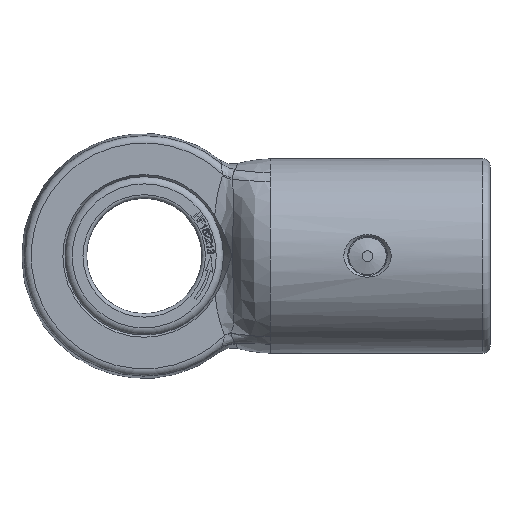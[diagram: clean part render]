
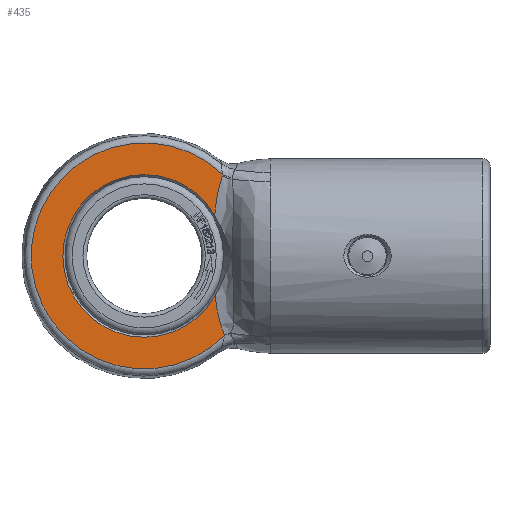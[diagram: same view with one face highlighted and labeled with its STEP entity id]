
A CAD part, top view. The second image highlights one B-rep face of the part: STEP entity #435.
In plain terms, the highlighted planar face has unit normal (0, 0, 1).
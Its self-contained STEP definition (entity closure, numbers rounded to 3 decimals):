
#435 = ADVANCED_FACE( '', ( #897 ), #898, .T. );
#897 = FACE_OUTER_BOUND( '', #4424, .T. );
#898 = PLANE( '', #4425 );
#4424 = EDGE_LOOP( '', ( #6787, #6788, #6789, #6790, #6791 ) );
#4425 = AXIS2_PLACEMENT_3D( '', #6792, #6793, #6794 );
#6787 = ORIENTED_EDGE( '', *, *, #7341, .T. );
#6788 = ORIENTED_EDGE( '', *, *, #7407, .T. );
#6789 = ORIENTED_EDGE( '', *, *, #7339, .T. );
#6790 = ORIENTED_EDGE( '', *, *, #7336, .T. );
#6791 = ORIENTED_EDGE( '', *, *, #7602, .T. );
#6792 = CARTESIAN_POINT( '', ( 15.69, 0., 6.5 ) );
#6793 = DIRECTION( '', ( 0., 0., 1. ) );
#6794 = DIRECTION( '', ( 1., 0., 0. ) );
#7336 = EDGE_CURVE( '', #7896, #7901, #7903, .T. );
#7339 = EDGE_CURVE( '', #7906, #7896, #7907, .T. );
#7341 = EDGE_CURVE( '', #7731, #7908, #7910, .T. );
#7407 = EDGE_CURVE( '', #7908, #7906, #8014, .T. );
#7602 = EDGE_CURVE( '', #7901, #7731, #8293, .T. );
#7731 = VERTEX_POINT( '', #8764 );
#7896 = VERTEX_POINT( '', #9738 );
#7901 = VERTEX_POINT( '', #9756 );
#7903 = B_SPLINE_CURVE_WITH_KNOTS( '', 3, ( #9761, #9762, #9763, #9764 ), .UNSPECIFIED., .F., .F., ( 4, 4 ), ( 0., 0. ), .UNSPECIFIED. );
#7906 = VERTEX_POINT( '', #9867 );
#7907 = B_SPLINE_CURVE_WITH_KNOTS( '', 3, ( #9868, #9869, #9870, #9871, #9872, #9873, #9874, #9875, #9876, #9877, #9878, #9879, #9880, #9881, #9882, #9883, #9884 ), .UNSPECIFIED., .F., .F., ( 4, 1, 1, 1, 2, 2, 2, 2, 2, 4 ), ( 0.017, 0.018, 0.018, 0.019, 0.02, 0.02, 0.021, 0.022, 0.022, 0.023 ), .UNSPECIFIED. );
#7908 = VERTEX_POINT( '', #9885 );
#7910 = B_SPLINE_CURVE_WITH_KNOTS( '', 3, ( #9979, #9980, #9981, #9982, #9983, #9984, #9985, #9986, #9987, #9988, #9989, #9990, #9991, #9992, #9993, #9994, #9995, #9996, #9997, #9998, #9999, #10000, #10001, #10002, #10003, #10004 ), .UNSPECIFIED., .F., .F., ( 4, 2, 2, 2, 2, 2, 1, 1, 2, 2, 2, 2, 2, 4 ), ( 0., 0., 0., 0.001, 0.001, 0.002, 0.002, 0.002, 0.002, 0.003, 0.004, 0.004, 0.005, 0.006 ), .UNSPECIFIED. );
#8014 = CIRCLE( '', #10489, 11.289 );
#8293 = CIRCLE( '', #11467, 15.69 );
#8764 = CARTESIAN_POINT( '', ( 11.17, -11.019, 6.5 ) );
#9738 = CARTESIAN_POINT( '', ( 10.805, 11.065, 6.5 ) );
#9756 = CARTESIAN_POINT( '', ( 10.891, 11.295, 6.5 ) );
#9761 = CARTESIAN_POINT( '', ( 10.805, 11.066, 6.5 ) );
#9762 = CARTESIAN_POINT( '', ( 10.83, 11.144, 6.5 ) );
#9763 = CARTESIAN_POINT( '', ( 10.859, 11.22, 6.5 ) );
#9764 = CARTESIAN_POINT( '', ( 10.891, 11.295, 6.5 ) );
#9867 = CARTESIAN_POINT( '', ( 9.771, 5.653, 6.5 ) );
#9868 = CARTESIAN_POINT( '', ( 9.771, 5.653, 6.5 ) );
#9869 = CARTESIAN_POINT( '', ( 9.792, 5.88, 6.5 ) );
#9870 = CARTESIAN_POINT( '', ( 9.836, 6.334, 6.5 ) );
#9871 = CARTESIAN_POINT( '', ( 9.916, 7.014, 6.5 ) );
#9872 = CARTESIAN_POINT( '', ( 10.01, 7.693, 6.5 ) );
#9873 = CARTESIAN_POINT( '', ( 10.084, 8.145, 6.5 ) );
#9874 = CARTESIAN_POINT( '', ( 10.165, 8.596, 6.5 ) );
#9875 = CARTESIAN_POINT( '', ( 10.209, 8.821, 6.5 ) );
#9876 = CARTESIAN_POINT( '', ( 10.304, 9.271, 6.5 ) );
#9877 = CARTESIAN_POINT( '', ( 10.355, 9.496, 6.5 ) );
#9878 = CARTESIAN_POINT( '', ( 10.467, 9.945, 6.5 ) );
#9879 = CARTESIAN_POINT( '', ( 10.528, 10.168, 6.5 ) );
#9880 = CARTESIAN_POINT( '', ( 10.626, 10.504, 6.5 ) );
#9881 = CARTESIAN_POINT( '', ( 10.66, 10.616, 6.5 ) );
#9882 = CARTESIAN_POINT( '', ( 10.73, 10.839, 6.5 ) );
#9883 = CARTESIAN_POINT( '', ( 10.766, 10.95, 6.5 ) );
#9884 = CARTESIAN_POINT( '', ( 10.804, 11.062, 6.5 ) );
#9885 = CARTESIAN_POINT( '', ( 9.838, -5.536, 6.5 ) );
#9979 = CARTESIAN_POINT( '', ( 11.17, -11.019, 6.5 ) );
#9980 = CARTESIAN_POINT( '', ( 11.145, -10.965, 6.5 ) );
#9981 = CARTESIAN_POINT( '', ( 11.119, -10.911, 6.5 ) );
#9982 = CARTESIAN_POINT( '', ( 11.069, -10.803, 6.5 ) );
#9983 = CARTESIAN_POINT( '', ( 11.045, -10.749, 6.5 ) );
#9984 = CARTESIAN_POINT( '', ( 10.973, -10.586, 6.5 ) );
#9985 = CARTESIAN_POINT( '', ( 10.927, -10.477, 6.5 ) );
#9986 = CARTESIAN_POINT( '', ( 10.795, -10.146, 6.5 ) );
#9987 = CARTESIAN_POINT( '', ( 10.715, -9.922, 6.5 ) );
#9988 = CARTESIAN_POINT( '', ( 10.633, -9.667, 6.5 ) );
#9989 = CARTESIAN_POINT( '', ( 10.624, -9.639, 6.5 ) );
#9990 = CARTESIAN_POINT( '', ( 10.606, -9.582, 6.5 ) );
#9991 = CARTESIAN_POINT( '', ( 10.579, -9.497, 6.5 ) );
#9992 = CARTESIAN_POINT( '', ( 10.519, -9.298, 6.5 ) );
#9993 = CARTESIAN_POINT( '', ( 10.472, -9.127, 6.5 ) );
#9994 = CARTESIAN_POINT( '', ( 10.38, -8.784, 6.5 ) );
#9995 = CARTESIAN_POINT( '', ( 10.325, -8.555, 6.5 ) );
#9996 = CARTESIAN_POINT( '', ( 10.224, -8.095, 6.5 ) );
#9997 = CARTESIAN_POINT( '', ( 10.178, -7.864, 6.5 ) );
#9998 = CARTESIAN_POINT( '', ( 10.093, -7.401, 6.5 ) );
#9999 = CARTESIAN_POINT( '', ( 10.054, -7.169, 6.5 ) );
#10000 = CARTESIAN_POINT( '', ( 9.983, -6.704, 6.5 ) );
#10001 = CARTESIAN_POINT( '', ( 9.95, -6.471, 6.5 ) );
#10002 = CARTESIAN_POINT( '', ( 9.89, -6.004, 6.5 ) );
#10003 = CARTESIAN_POINT( '', ( 9.863, -5.77, 6.5 ) );
#10004 = CARTESIAN_POINT( '', ( 9.838, -5.536, 6.5 ) );
#10489 = AXIS2_PLACEMENT_3D( '', #11882, #11883, #11884 );
#11467 = AXIS2_PLACEMENT_3D( '', #11972, #11973, #11974 );
#11882 = CARTESIAN_POINT( '', ( 0., 0., 6.5 ) );
#11883 = DIRECTION( '', ( 0., 0., -1. ) );
#11884 = DIRECTION( '', ( -1., 0., 0. ) );
#11972 = CARTESIAN_POINT( '', ( 0., 0., 6.5 ) );
#11973 = DIRECTION( '', ( 0., 0., 1. ) );
#11974 = DIRECTION( '', ( 1., 0., 0. ) );
